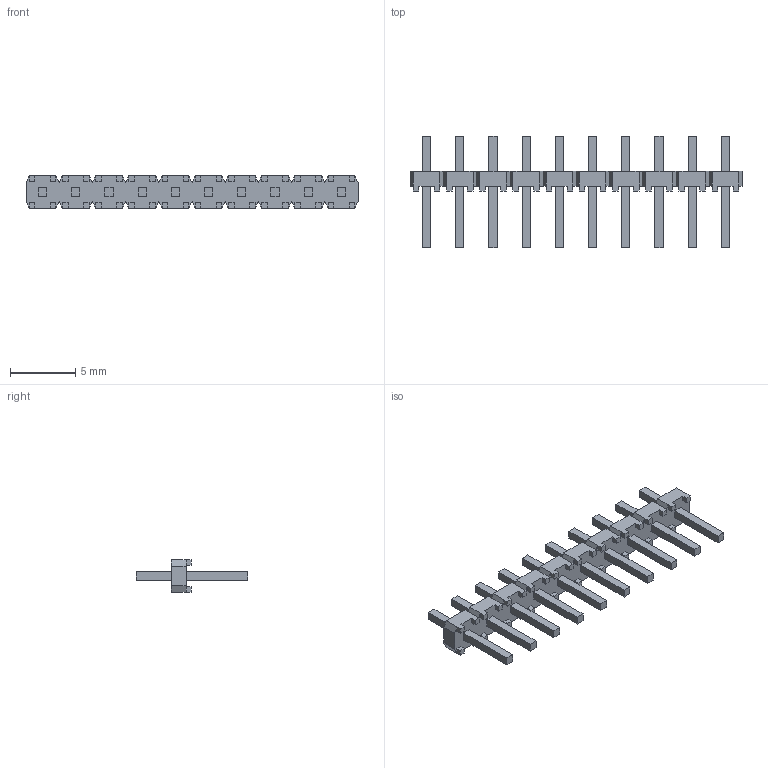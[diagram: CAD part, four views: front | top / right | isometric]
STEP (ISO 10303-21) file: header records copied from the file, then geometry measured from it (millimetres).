
FILE_DESCRIPTION (( 'STEP AP214' ), '1' );
FILE_NAME ('TLW-110-05-G-S.STEP', '2024-06-12T16:36:07', ( '' ), ( '' ), 'SwSTEP 2.0', 'SolidWorks 2023', '' );
FILE_SCHEMA (( 'AUTOMOTIVE_DESIGN' ));
Length unit declared in the file: millimetre
Products named in the file (3): TLW-10-05-S0.335; TLW-110-05-G-S; TLW-110-05-G-S_terminal
Assembly tree (2 placements, depth 2):
  TLW-110-05-G-S
    TLW-110-05-G-S_terminal
    TLW-10-05-S0.335
Bounding box: 25.4 x 8.51 x 2.49 mm (x, y, z)
Volume: 104 mm3; surface area: 505.8 mm2
Topology: 2 solids, 2 shells, 370 faces, 998 edges, 652 vertices
Faces by surface type: plane 370
Entity records: 15500 total; most frequent: CARTESIAN_POINT 2025, ORIENTED_EDGE 1996, DIRECTION 1748, LINE 998, EDGE_CURVE 998, VECTOR 998, VERTEX_POINT 652, EDGE_LOOP 410
